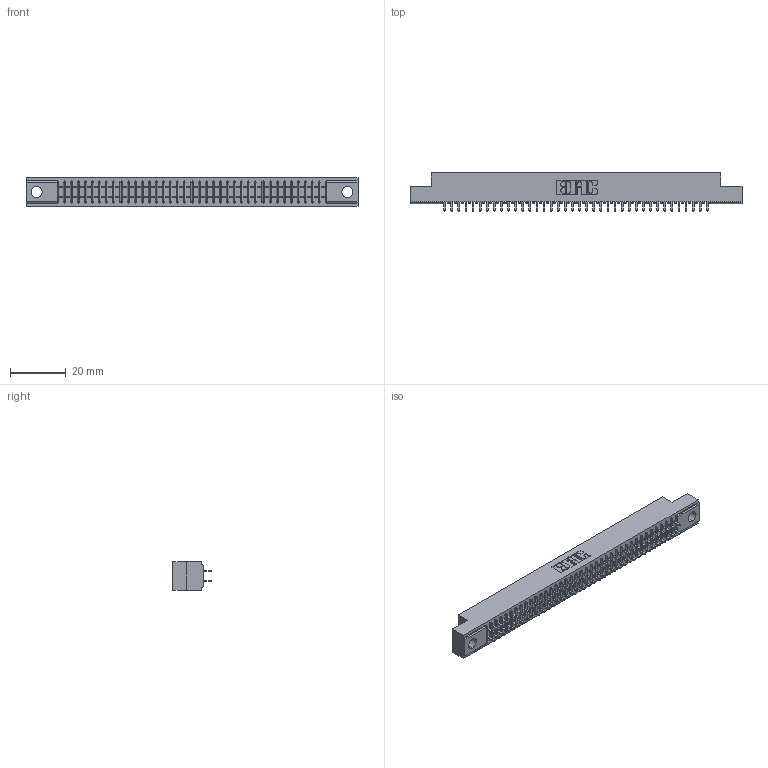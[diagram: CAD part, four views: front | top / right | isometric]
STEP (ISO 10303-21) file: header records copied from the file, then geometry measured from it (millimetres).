
FILE_DESCRIPTION (( 'STEP AP203' ), '1' );
FILE_NAME ('341-076-524-204.STEP', '2018-08-07T20:53:16', ( '' ), ( '' ), 'SwSTEP 2.0', 'SolidWorks 2016', '' );
FILE_SCHEMA (( 'CONFIG_CONTROL_DESIGN' ));
Length unit declared in the file: inch
Products named in the file (3): 341 Part_.156 (3.96) Dia Mounting Holes; 341-292-001_341-292-124; 341-076-524-204
Assembly tree (77 placements, depth 2):
  341-076-524-204
    341 Part_.156 (3.96) Dia Mounting Holes
    341-292-001_341-292-124  x76
Bounding box: 118.75 x 13.64 x 10.16 mm (x, y, z)
Volume: 8652.1 mm3; surface area: 14972.1 mm2
Topology: 77 solids, 77 shells, 5146 faces, 14906 edges, 9654 vertices
Faces by surface type: plane 3122, cylinder 1872, sphere 78, torus 74
Entity records: 46939 total; most frequent: CARTESIAN_POINT 7808, ORIENTED_EDGE 7756, DIRECTION 7572, EDGE_CURVE 3878, LINE 3136, VECTOR 3136, VERTEX_POINT 2454, AXIS2_PLACEMENT_3D 2218
